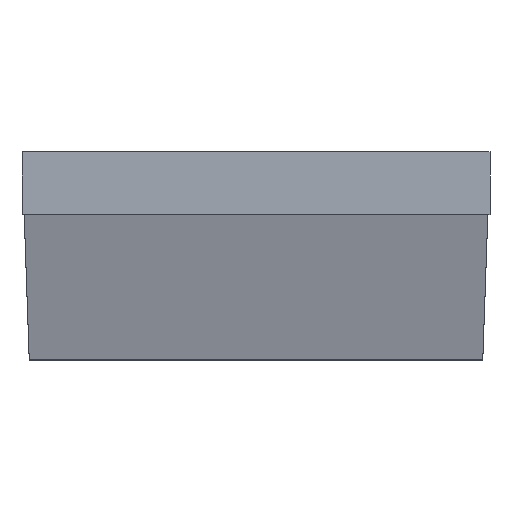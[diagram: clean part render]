
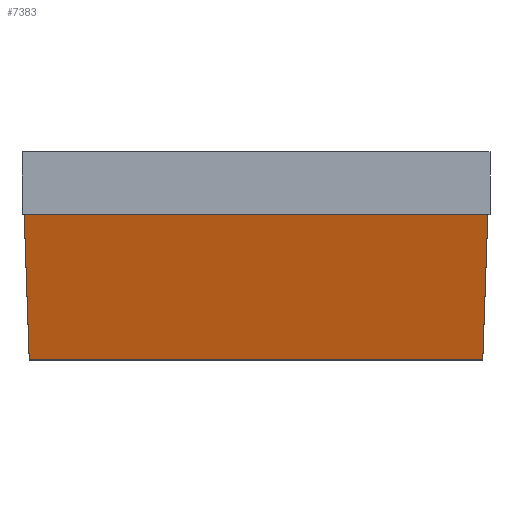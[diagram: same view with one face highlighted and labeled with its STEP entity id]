
A CAD part, top view. The second image highlights one B-rep face of the part: STEP entity #7383.
In plain terms, the highlighted planar face has unit normal (0, -0.259, 0.966).
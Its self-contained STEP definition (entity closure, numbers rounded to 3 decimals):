
#41 = VECTOR ( 'NONE', #3002, 1000. ) ;
#320 = VERTEX_POINT ( 'NONE', #8091 ) ;
#487 = VERTEX_POINT ( 'NONE', #4333 ) ;
#541 = CARTESIAN_POINT ( 'NONE',  ( -4., 4.291, -0.013 ) ) ;
#652 = CARTESIAN_POINT ( 'NONE',  ( 3.9, 3.25, -0.292 ) ) ;
#953 = LINE ( 'NONE', #5022, #6269 ) ;
#1054 = DIRECTION ( 'NONE',  ( -1., 0., 0. ) ) ;
#1061 = VERTEX_POINT ( 'NONE', #652 ) ;
#1064 = VERTEX_POINT ( 'NONE', #1424 ) ;
#1076 = LINE ( 'NONE', #7055, #12440 ) ;
#1081 = EDGE_CURVE ( 'NONE', #7205, #320, #6421, .T. ) ;
#1424 = CARTESIAN_POINT ( 'NONE',  ( -4., 3.25, -0.292 ) ) ;
#1644 = DIRECTION ( 'NONE',  ( -1., 0., 0. ) ) ;
#1902 = CARTESIAN_POINT ( 'NONE',  ( 5.242, 4.291, -0.013 ) ) ;
#2039 = VERTEX_POINT ( 'NONE', #10214 ) ;
#2208 = CARTESIAN_POINT ( 'NONE',  ( -5.242, 4.292, -0.012 ) ) ;
#2420 = ORIENTED_EDGE ( 'NONE', *, *, #2673, .F. ) ;
#2673 = EDGE_CURVE ( 'NONE', #8200, #3682, #9089, .T. ) ;
#2679 = FACE_OUTER_BOUND ( 'NONE', #5110, .T. ) ;
#2873 = PLANE ( 'NONE',  #4813 ) ;
#3002 = DIRECTION ( 'NONE',  ( -0.034, 0.965, 0.259 ) ) ;
#3259 = CARTESIAN_POINT ( 'NONE',  ( -5.255, 4.291, -0.013 ) ) ;
#3267 = LINE ( 'NONE', #8058, #8980 ) ;
#3321 = EDGE_CURVE ( 'NONE', #8850, #11874, #1076, .T. ) ;
#3407 = DIRECTION ( 'NONE',  ( 1., 0., 0. ) ) ;
#3474 = LINE ( 'NONE', #8318, #9295 ) ;
#3682 = VERTEX_POINT ( 'NONE', #541 ) ;
#3954 = ORIENTED_EDGE ( 'NONE', *, *, #1081, .F. ) ;
#4111 = DIRECTION ( 'NONE',  ( 0., -0.259, 0.966 ) ) ;
#4333 = CARTESIAN_POINT ( 'NONE',  ( -5.093, 0., -1.162 ) ) ;
#4813 = AXIS2_PLACEMENT_3D ( 'NONE', #7079, #4111, #7011 ) ;
#4889 = DIRECTION ( 'NONE',  ( 0., -0.966, -0.259 ) ) ;
#5022 = CARTESIAN_POINT ( 'NONE',  ( -5.255, 3.25, -0.292 ) ) ;
#5026 = DIRECTION ( 'NONE',  ( -0.034, -0.965, -0.259 ) ) ;
#5110 = EDGE_LOOP ( 'NONE', ( #3954, #5421, #5998, #5785, #12828, #2420, #9031, #10888, #11742, #11553 ) ) ;
#5254 = VECTOR ( 'NONE', #4889, 1000. ) ;
#5421 = ORIENTED_EDGE ( 'NONE', *, *, #12807, .T. ) ;
#5436 = CARTESIAN_POINT ( 'NONE',  ( 4., 4.291, -0.013 ) ) ;
#5533 = CARTESIAN_POINT ( 'NONE',  ( 0., 0., -1.162 ) ) ;
#5785 = ORIENTED_EDGE ( 'NONE', *, *, #10880, .T. ) ;
#5838 = EDGE_CURVE ( 'NONE', #1061, #2039, #953, .T. ) ;
#5857 = CARTESIAN_POINT ( 'NONE',  ( 4., 3.25, -0.292 ) ) ;
#5998 = ORIENTED_EDGE ( 'NONE', *, *, #5838, .T. ) ;
#6088 = VECTOR ( 'NONE', #9028, 1000. ) ;
#6269 = VECTOR ( 'NONE', #8009, 1000. ) ;
#6421 = LINE ( 'NONE', #5436, #9674 ) ;
#6582 = DIRECTION ( 'NONE',  ( -1., 0., 0. ) ) ;
#6641 = LINE ( 'NONE', #7620, #8549 ) ;
#7011 = DIRECTION ( 'NONE',  ( -1., 0., 0. ) ) ;
#7055 = CARTESIAN_POINT ( 'NONE',  ( 5.231, 3.95, -0.104 ) ) ;
#7079 = CARTESIAN_POINT ( 'NONE',  ( -5.255, 4.291, -0.013 ) ) ;
#7205 = VERTEX_POINT ( 'NONE', #5857 ) ;
#7383 = ADVANCED_FACE ( 'NONE', ( #2679 ), #2873, .T. ) ;
#7521 = EDGE_CURVE ( 'NONE', #487, #8200, #11909, .T. ) ;
#7620 = CARTESIAN_POINT ( 'NONE',  ( -5.255, 3.25, -0.292 ) ) ;
#8009 = DIRECTION ( 'NONE',  ( -1., 0., 0. ) ) ;
#8058 = CARTESIAN_POINT ( 'NONE',  ( -5.255, 3.25, -0.292 ) ) ;
#8091 = CARTESIAN_POINT ( 'NONE',  ( 4., 4.291, -0.013 ) ) ;
#8200 = VERTEX_POINT ( 'NONE', #9036 ) ;
#8318 = CARTESIAN_POINT ( 'NONE',  ( -5.255, 4.291, -0.013 ) ) ;
#8354 = DIRECTION ( 'NONE',  ( 0., 0.966, 0.259 ) ) ;
#8549 = VECTOR ( 'NONE', #1644, 1000. ) ;
#8850 = VERTEX_POINT ( 'NONE', #1902 ) ;
#8864 = EDGE_CURVE ( 'NONE', #3682, #1064, #10938, .T. ) ;
#8980 = VECTOR ( 'NONE', #1054, 1000. ) ;
#9028 = DIRECTION ( 'NONE',  ( 1., 0., 0. ) ) ;
#9031 = ORIENTED_EDGE ( 'NONE', *, *, #7521, .F. ) ;
#9036 = CARTESIAN_POINT ( 'NONE',  ( -5.242, 4.291, -0.013 ) ) ;
#9089 = LINE ( 'NONE', #3259, #6088 ) ;
#9295 = VECTOR ( 'NONE', #3407, 1000. ) ;
#9674 = VECTOR ( 'NONE', #8354, 1000. ) ;
#9816 = VECTOR ( 'NONE', #6582, 1000. ) ;
#10015 = EDGE_CURVE ( 'NONE', #320, #8850, #3474, .T. ) ;
#10214 = CARTESIAN_POINT ( 'NONE',  ( -3.9, 3.25, -0.292 ) ) ;
#10423 = LINE ( 'NONE', #5533, #9816 ) ;
#10676 = EDGE_CURVE ( 'NONE', #11874, #487, #10423, .T. ) ;
#10880 = EDGE_CURVE ( 'NONE', #2039, #1064, #3267, .T. ) ;
#10888 = ORIENTED_EDGE ( 'NONE', *, *, #10676, .F. ) ;
#10938 = LINE ( 'NONE', #11863, #5254 ) ;
#11088 = CARTESIAN_POINT ( 'NONE',  ( 5.093, 0., -1.162 ) ) ;
#11553 = ORIENTED_EDGE ( 'NONE', *, *, #10015, .F. ) ;
#11742 = ORIENTED_EDGE ( 'NONE', *, *, #3321, .F. ) ;
#11863 = CARTESIAN_POINT ( 'NONE',  ( -4., 4.291, -0.013 ) ) ;
#11874 = VERTEX_POINT ( 'NONE', #11088 ) ;
#11909 = LINE ( 'NONE', #2208, #41 ) ;
#12440 = VECTOR ( 'NONE', #5026, 1000. ) ;
#12807 = EDGE_CURVE ( 'NONE', #7205, #1061, #6641, .T. ) ;
#12828 = ORIENTED_EDGE ( 'NONE', *, *, #8864, .F. ) ;
